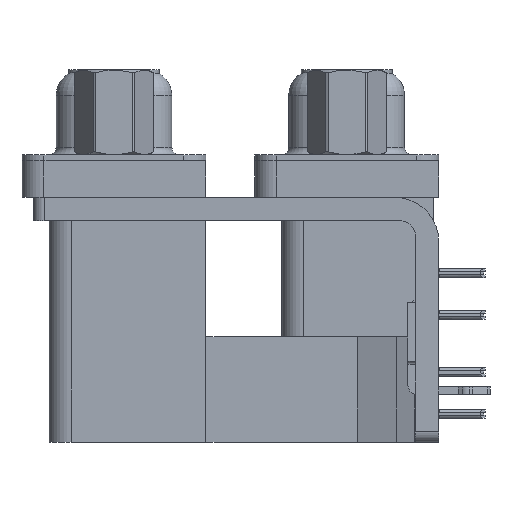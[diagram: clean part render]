
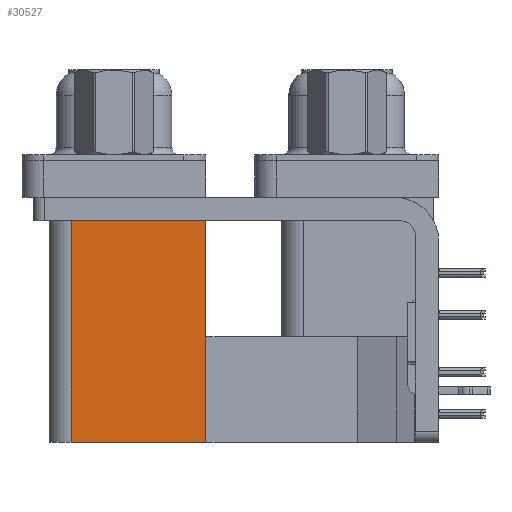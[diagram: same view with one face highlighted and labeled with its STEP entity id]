
A CAD part, left-side view. The second image highlights one B-rep face of the part: STEP entity #30527.
In plain terms, the highlighted planar face has unit normal (-1, 0, 0).
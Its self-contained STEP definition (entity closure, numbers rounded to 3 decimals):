
#548 = CARTESIAN_POINT ( 'NONE',  ( 3.79, 18.8, -19.2 ) ) ;
#776 = CARTESIAN_POINT ( 'NONE',  ( 3.79, 9.6, -2.5 ) ) ;
#3604 = VERTEX_POINT ( 'NONE', #15540 ) ;
#5290 = ORIENTED_EDGE ( 'NONE', *, *, #9004, .T. ) ;
#7369 = VECTOR ( 'NONE', #12583, 1000. ) ;
#9004 = EDGE_CURVE ( 'NONE', #29178, #3604, #35046, .T. ) ;
#9422 = FACE_OUTER_BOUND ( 'NONE', #24110, .T. ) ;
#9748 = ORIENTED_EDGE ( 'NONE', *, *, #13648, .F. ) ;
#12478 = AXIS2_PLACEMENT_3D ( 'NONE', #20741, #12874, #31850 ) ;
#12583 = DIRECTION ( 'NONE',  ( 0., 1., 0. ) ) ;
#12874 = DIRECTION ( 'NONE',  ( 1., 0., 0. ) ) ;
#13422 = VECTOR ( 'NONE', #15095, 1000. ) ;
#13648 = EDGE_CURVE ( 'NONE', #33016, #15902, #21757, .T. ) ;
#15095 = DIRECTION ( 'NONE',  ( 0., 0., 1. ) ) ;
#15540 = CARTESIAN_POINT ( 'NONE',  ( 3.79, 18.8, -2.5 ) ) ;
#15902 = VERTEX_POINT ( 'NONE', #32515 ) ;
#17918 = CARTESIAN_POINT ( 'NONE',  ( 3.79, 9.6, -19.2 ) ) ;
#18589 = VECTOR ( 'NONE', #44737, 1000. ) ;
#19336 = LINE ( 'NONE', #548, #13422 ) ;
#20741 = CARTESIAN_POINT ( 'NONE',  ( 3.79, 9.6, -19.2 ) ) ;
#21757 = LINE ( 'NONE', #43995, #18589 ) ;
#24110 = EDGE_LOOP ( 'NONE', ( #5290, #33141, #9748, #36130 ) ) ;
#24914 = PLANE ( 'NONE',  #12478 ) ;
#29178 = VERTEX_POINT ( 'NONE', #36530 ) ;
#29253 = CARTESIAN_POINT ( 'NONE',  ( 3.79, 9.6, -19.2 ) ) ;
#30527 = ADVANCED_FACE ( 'NONE', ( #9422 ), #24914, .F. ) ;
#31850 = DIRECTION ( 'NONE',  ( 0., 1., 0. ) ) ;
#32515 = CARTESIAN_POINT ( 'NONE',  ( 3.79, 18.8, -19.2 ) ) ;
#33016 = VERTEX_POINT ( 'NONE', #17918 ) ;
#33141 = ORIENTED_EDGE ( 'NONE', *, *, #34171, .F. ) ;
#34171 = EDGE_CURVE ( 'NONE', #15902, #3604, #19336, .T. ) ;
#35046 = LINE ( 'NONE', #776, #7369 ) ;
#35129 = EDGE_CURVE ( 'NONE', #33016, #29178, #40618, .T. ) ;
#36130 = ORIENTED_EDGE ( 'NONE', *, *, #35129, .T. ) ;
#36530 = CARTESIAN_POINT ( 'NONE',  ( 3.79, 9.6, -2.5 ) ) ;
#37140 = VECTOR ( 'NONE', #37202, 1000. ) ;
#37202 = DIRECTION ( 'NONE',  ( 0., 0., 1. ) ) ;
#40618 = LINE ( 'NONE', #29253, #37140 ) ;
#43995 = CARTESIAN_POINT ( 'NONE',  ( 3.79, 9.6, -19.2 ) ) ;
#44737 = DIRECTION ( 'NONE',  ( 0., 1., 0. ) ) ;
